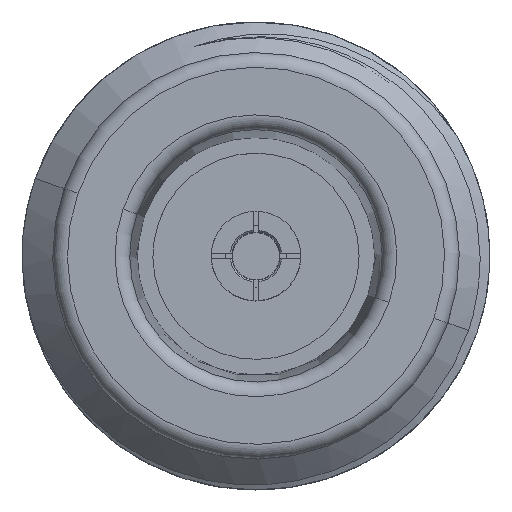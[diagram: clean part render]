
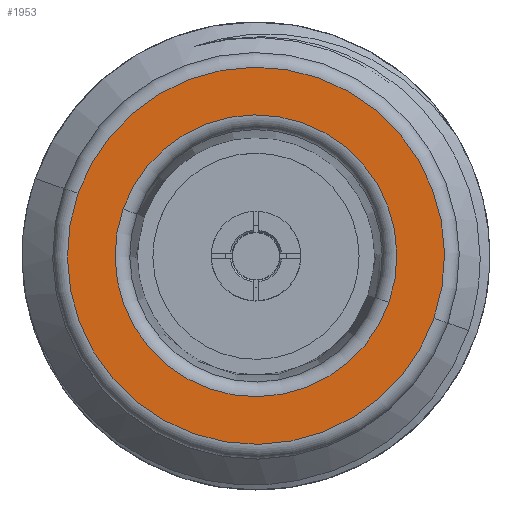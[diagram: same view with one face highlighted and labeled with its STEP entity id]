
A CAD part, top view. The second image highlights one B-rep face of the part: STEP entity #1953.
In plain terms, the highlighted planar face has unit normal (0, 0, 1).
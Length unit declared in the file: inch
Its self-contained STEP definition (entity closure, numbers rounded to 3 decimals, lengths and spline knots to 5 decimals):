
#84 = PLANE ( 'NONE',  #1840 ) ;
#918 = AXIS2_PLACEMENT_3D ( 'NONE', #10551, #2725, #2996 ) ;
#1460 = CARTESIAN_POINT ( 'NONE',  ( -0.23811, 0.07398, 1.25846 ) ) ;
#1840 = AXIS2_PLACEMENT_3D ( 'NONE', #8029, #1963, #8913 ) ;
#1953 = ADVANCED_FACE ( 'NONE', ( #3556, #2595 ), #84, .T. ) ;
#1963 = DIRECTION ( 'NONE',  ( 0., 0., 1. ) ) ;
#2326 = ORIENTED_EDGE ( 'NONE', *, *, #3516, .T. ) ;
#2595 = FACE_OUTER_BOUND ( 'NONE', #5667, .T. ) ;
#2653 = CARTESIAN_POINT ( 'NONE',  ( -0.00032, -0.00938, 1.25846 ) ) ;
#2725 = DIRECTION ( 'NONE',  ( 0., 0., 1. ) ) ;
#2744 = VERTEX_POINT ( 'NONE', #4360 ) ;
#2848 = DIRECTION ( 'NONE',  ( -0.944, 0.331, 0. ) ) ;
#2996 = DIRECTION ( 'NONE',  ( -0.944, 0.331, 0. ) ) ;
#3223 = CIRCLE ( 'NONE', #9603, 0.25197 ) ;
#3240 = DIRECTION ( 'NONE',  ( -0.944, 0.331, 0. ) ) ;
#3511 = CIRCLE ( 'NONE', #918, 0.25197 ) ;
#3516 = EDGE_CURVE ( 'NONE', #7179, #10979, #8853, .T. ) ;
#3556 = FACE_BOUND ( 'NONE', #10040, .T. ) ;
#3822 = ORIENTED_EDGE ( 'NONE', *, *, #11197, .T. ) ;
#3885 = AXIS2_PLACEMENT_3D ( 'NONE', #4615, #8107, #2848 ) ;
#4360 = CARTESIAN_POINT ( 'NONE',  ( 0.23746, -0.09273, 1.25846 ) ) ;
#4413 = DIRECTION ( 'NONE',  ( 0., 0., -1. ) ) ;
#4615 = CARTESIAN_POINT ( 'NONE',  ( -0.00032, -0.00938, 1.25846 ) ) ;
#4768 = ORIENTED_EDGE ( 'NONE', *, *, #9695, .T. ) ;
#5667 = EDGE_LOOP ( 'NONE', ( #6030, #3822 ) ) ;
#5729 = DIRECTION ( 'NONE',  ( 0., 0., 1. ) ) ;
#6030 = ORIENTED_EDGE ( 'NONE', *, *, #8545, .T. ) ;
#6852 = CARTESIAN_POINT ( 'NONE',  ( 0.17739, -0.07167, 1.25846 ) ) ;
#7179 = VERTEX_POINT ( 'NONE', #6852 ) ;
#7476 = VERTEX_POINT ( 'NONE', #1460 ) ;
#8029 = CARTESIAN_POINT ( 'NONE',  ( -0.00032, -0.00938, 1.25846 ) ) ;
#8107 = DIRECTION ( 'NONE',  ( 0., 0., -1. ) ) ;
#8545 = EDGE_CURVE ( 'NONE', #7476, #2744, #3223, .T. ) ;
#8853 = CIRCLE ( 'NONE', #10888, 0.18832 ) ;
#8913 = DIRECTION ( 'NONE',  ( -0.944, 0.331, 0. ) ) ;
#9177 = CARTESIAN_POINT ( 'NONE',  ( -0.17804, 0.05292, 1.25846 ) ) ;
#9266 = DIRECTION ( 'NONE',  ( -0.944, 0.331, 0. ) ) ;
#9603 = AXIS2_PLACEMENT_3D ( 'NONE', #10028, #5729, #9266 ) ;
#9695 = EDGE_CURVE ( 'NONE', #10979, #7179, #10092, .T. ) ;
#10028 = CARTESIAN_POINT ( 'NONE',  ( -0.00032, -0.00938, 1.25846 ) ) ;
#10040 = EDGE_LOOP ( 'NONE', ( #4768, #2326 ) ) ;
#10092 = CIRCLE ( 'NONE', #3885, 0.18832 ) ;
#10551 = CARTESIAN_POINT ( 'NONE',  ( -0.00032, -0.00938, 1.25846 ) ) ;
#10888 = AXIS2_PLACEMENT_3D ( 'NONE', #2653, #4413, #3240 ) ;
#10979 = VERTEX_POINT ( 'NONE', #9177 ) ;
#11197 = EDGE_CURVE ( 'NONE', #2744, #7476, #3511, .T. ) ;
